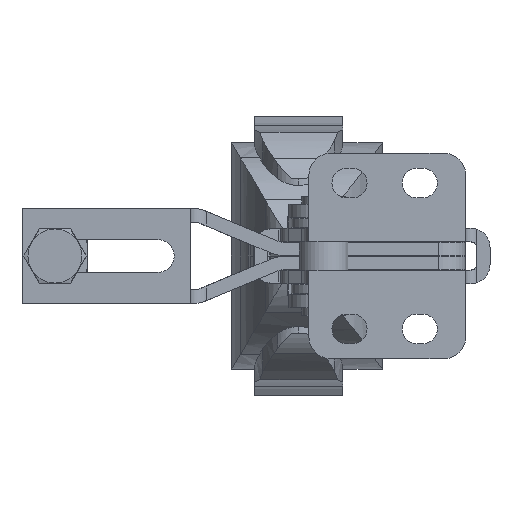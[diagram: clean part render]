
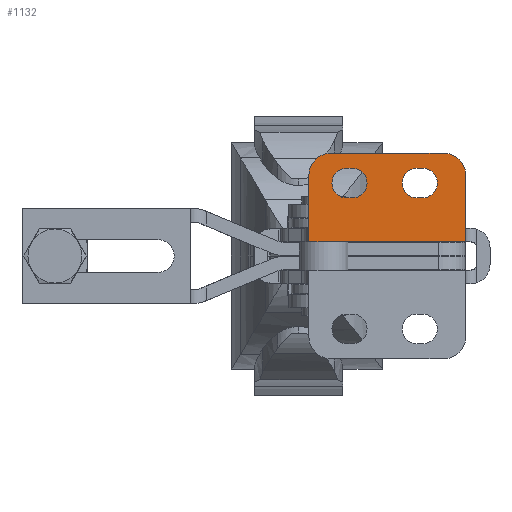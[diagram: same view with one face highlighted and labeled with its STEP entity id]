
A CAD part, front view. The second image highlights one B-rep face of the part: STEP entity #1132.
In plain terms, the highlighted planar face has unit normal (0, -1, 0).
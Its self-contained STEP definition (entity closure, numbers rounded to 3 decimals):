
#1132 = ADVANCED_FACE( '', ( #2323, #2324, #2325 ), #2326, .F. );
#2323 = FACE_BOUND( '', #3739, .T. );
#2324 = FACE_BOUND( '', #3740, .T. );
#2325 = FACE_OUTER_BOUND( '', #3741, .T. );
#2326 = PLANE( '', #3742 );
#3739 = EDGE_LOOP( '', ( #6100, #6101, #6102, #6103 ) );
#3740 = EDGE_LOOP( '', ( #6104, #6105, #6106, #6107 ) );
#3741 = EDGE_LOOP( '', ( #6108, #6109, #6110, #6111, #6112, #6113 ) );
#3742 = AXIS2_PLACEMENT_3D( '', #6114, #6115, #6116 );
#6100 = ORIENTED_EDGE( '', *, *, #9162, .T. );
#6101 = ORIENTED_EDGE( '', *, *, #9163, .T. );
#6102 = ORIENTED_EDGE( '', *, *, #8792, .T. );
#6103 = ORIENTED_EDGE( '', *, *, #8499, .T. );
#6104 = ORIENTED_EDGE( '', *, *, #9164, .T. );
#6105 = ORIENTED_EDGE( '', *, *, #9165, .T. );
#6106 = ORIENTED_EDGE( '', *, *, #9166, .T. );
#6107 = ORIENTED_EDGE( '', *, *, #9167, .T. );
#6108 = ORIENTED_EDGE( '', *, *, #9168, .T. );
#6109 = ORIENTED_EDGE( '', *, *, #8435, .F. );
#6110 = ORIENTED_EDGE( '', *, *, #9169, .F. );
#6111 = ORIENTED_EDGE( '', *, *, #9170, .F. );
#6112 = ORIENTED_EDGE( '', *, *, #9171, .F. );
#6113 = ORIENTED_EDGE( '', *, *, #9172, .T. );
#6114 = CARTESIAN_POINT( '', ( 0., 0., 5.1 ) );
#6115 = DIRECTION( '', ( 0., 1., 0. ) );
#6116 = DIRECTION( '', ( 0., 0., 1. ) );
#8435 = EDGE_CURVE( '', #9995, #9987, #9997, .T. );
#8499 = EDGE_CURVE( '', #10105, #10106, #10107, .T. );
#8792 = EDGE_CURVE( '', #10603, #10105, #10604, .T. );
#9162 = EDGE_CURVE( '', #10106, #11174, #11175, .T. );
#9163 = EDGE_CURVE( '', #11174, #10603, #11176, .T. );
#9164 = EDGE_CURVE( '', #11177, #11178, #11179, .T. );
#9165 = EDGE_CURVE( '', #11178, #11180, #11181, .T. );
#9166 = EDGE_CURVE( '', #11180, #11182, #11183, .T. );
#9167 = EDGE_CURVE( '', #11182, #11177, #11184, .T. );
#9168 = EDGE_CURVE( '', #11185, #9987, #11186, .T. );
#9169 = EDGE_CURVE( '', #11187, #9995, #11188, .T. );
#9170 = EDGE_CURVE( '', #11189, #11187, #11190, .T. );
#9171 = EDGE_CURVE( '', #11191, #11189, #11192, .T. );
#9172 = EDGE_CURVE( '', #11191, #11185, #11193, .T. );
#9987 = VERTEX_POINT( '', #12279 );
#9995 = VERTEX_POINT( '', #12291 );
#9997 = LINE( '', #12294, #12295 );
#10105 = VERTEX_POINT( '', #12444 );
#10106 = VERTEX_POINT( '', #12445 );
#10107 = CIRCLE( '', #12446, 2.75 );
#10603 = VERTEX_POINT( '', #13258 );
#10604 = LINE( '', #13259, #13260 );
#11174 = VERTEX_POINT( '', #14155 );
#11175 = LINE( '', #14156, #14157 );
#11176 = CIRCLE( '', #14158, 2.75 );
#11177 = VERTEX_POINT( '', #14159 );
#11178 = VERTEX_POINT( '', #14160 );
#11179 = LINE( '', #14161, #14162 );
#11180 = VERTEX_POINT( '', #14163 );
#11181 = CIRCLE( '', #14164, 2.75 );
#11182 = VERTEX_POINT( '', #14165 );
#11183 = LINE( '', #14166, #14167 );
#11184 = CIRCLE( '', #14168, 2.75 );
#11185 = VERTEX_POINT( '', #14169 );
#11186 = LINE( '', #14170, #14171 );
#11187 = VERTEX_POINT( '', #14172 );
#11188 = CIRCLE( '', #14173, 4. );
#11189 = VERTEX_POINT( '', #14174 );
#11190 = LINE( '', #14175, #14176 );
#11191 = VERTEX_POINT( '', #14177 );
#11192 = CIRCLE( '', #14178, 4. );
#11193 = LINE( '', #14179, #14180 );
#12279 = CARTESIAN_POINT( '', ( 29., 0., 2.6 ) );
#12291 = CARTESIAN_POINT( '', ( 29., 0., 15. ) );
#12294 = CARTESIAN_POINT( '', ( 29., 0., 5.1 ) );
#12295 = VECTOR( '', #15554, 1000. );
#12444 = CARTESIAN_POINT( '', ( 8., 0., 16.25 ) );
#12445 = CARTESIAN_POINT( '', ( 8., 0., 10.75 ) );
#12446 = AXIS2_PLACEMENT_3D( '', #15642, #15643, #15644 );
#13258 = CARTESIAN_POINT( '', ( 7., 0., 16.25 ) );
#13259 = CARTESIAN_POINT( '', ( 7., 0., 16.25 ) );
#13260 = VECTOR( '', #16021, 1000. );
#14155 = CARTESIAN_POINT( '', ( 7., 0., 10.75 ) );
#14156 = CARTESIAN_POINT( '', ( 8., 0., 10.75 ) );
#14157 = VECTOR( '', #16476, 1000. );
#14158 = AXIS2_PLACEMENT_3D( '', #16477, #16478, #16479 );
#14159 = CARTESIAN_POINT( '', ( 21., 0., 10.75 ) );
#14160 = CARTESIAN_POINT( '', ( 20., 0., 10.75 ) );
#14161 = CARTESIAN_POINT( '', ( 21., 0., 10.75 ) );
#14162 = VECTOR( '', #16480, 1000. );
#14163 = CARTESIAN_POINT( '', ( 20., 0., 16.25 ) );
#14164 = AXIS2_PLACEMENT_3D( '', #16481, #16482, #16483 );
#14165 = CARTESIAN_POINT( '', ( 21., 0., 16.25 ) );
#14166 = CARTESIAN_POINT( '', ( 20., 0., 16.25 ) );
#14167 = VECTOR( '', #16484, 1000. );
#14168 = AXIS2_PLACEMENT_3D( '', #16485, #16486, #16487 );
#14169 = CARTESIAN_POINT( '', ( 0., 0., 2.6 ) );
#14170 = CARTESIAN_POINT( '', ( -7.8, 0., 2.6 ) );
#14171 = VECTOR( '', #16488, 1000. );
#14172 = CARTESIAN_POINT( '', ( 25., 0., 19. ) );
#14173 = AXIS2_PLACEMENT_3D( '', #16489, #16490, #16491 );
#14174 = CARTESIAN_POINT( '', ( 4., 0., 19. ) );
#14175 = CARTESIAN_POINT( '', ( 4., 0., 19. ) );
#14176 = VECTOR( '', #16492, 1000. );
#14177 = CARTESIAN_POINT( '', ( 0., 0., 15. ) );
#14178 = AXIS2_PLACEMENT_3D( '', #16493, #16494, #16495 );
#14179 = CARTESIAN_POINT( '', ( 0., 0., 5.1 ) );
#14180 = VECTOR( '', #16496, 1000. );
#15554 = DIRECTION( '', ( 0., 0., -1. ) );
#15642 = CARTESIAN_POINT( '', ( 8., 0., 13.5 ) );
#15643 = DIRECTION( '', ( 0., 1., 0. ) );
#15644 = DIRECTION( '', ( 1., 0., 0. ) );
#16021 = DIRECTION( '', ( 1., 0., 0. ) );
#16476 = DIRECTION( '', ( -1., 0., 0. ) );
#16477 = CARTESIAN_POINT( '', ( 7., 0., 13.5 ) );
#16478 = DIRECTION( '', ( 0., 1., 0. ) );
#16479 = DIRECTION( '', ( 1., 0., 0. ) );
#16480 = DIRECTION( '', ( -1., 0., 0. ) );
#16481 = CARTESIAN_POINT( '', ( 20., 0., 13.5 ) );
#16482 = DIRECTION( '', ( 0., 1., 0. ) );
#16483 = DIRECTION( '', ( 1., 0., 0. ) );
#16484 = DIRECTION( '', ( 1., 0., 0. ) );
#16485 = CARTESIAN_POINT( '', ( 21., 0., 13.5 ) );
#16486 = DIRECTION( '', ( 0., 1., 0. ) );
#16487 = DIRECTION( '', ( 1., 0., 0. ) );
#16488 = DIRECTION( '', ( 1., 0., 0. ) );
#16489 = CARTESIAN_POINT( '', ( 25., 0., 15. ) );
#16490 = DIRECTION( '', ( 0., 1., 0. ) );
#16491 = DIRECTION( '', ( 1., 0., 0. ) );
#16492 = DIRECTION( '', ( 1., 0., 0. ) );
#16493 = CARTESIAN_POINT( '', ( 4., 0., 15. ) );
#16494 = DIRECTION( '', ( 0., 1., 0. ) );
#16495 = DIRECTION( '', ( 1., 0., 0. ) );
#16496 = DIRECTION( '', ( 0., 0., -1. ) );
